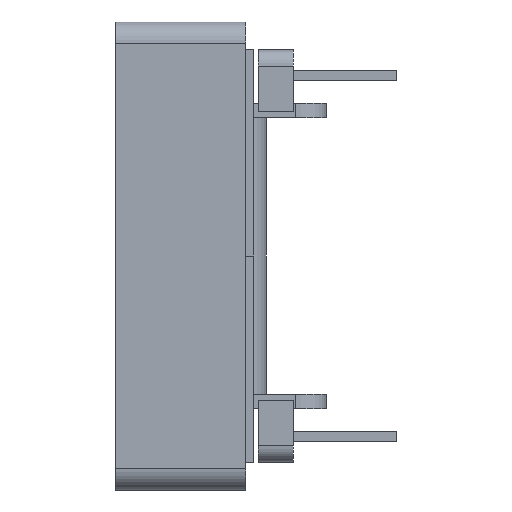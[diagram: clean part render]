
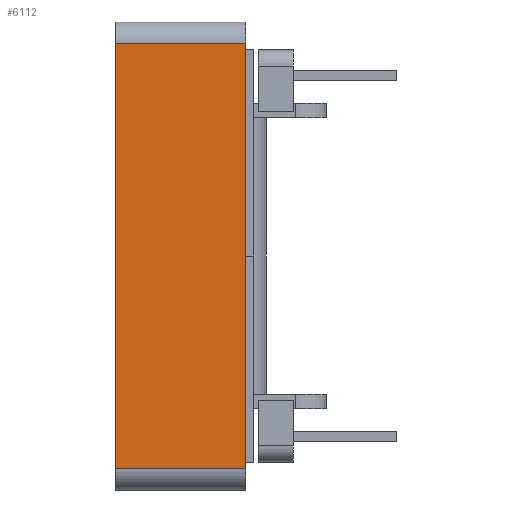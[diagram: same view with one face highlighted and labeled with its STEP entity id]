
A CAD part, left-side view. The second image highlights one B-rep face of the part: STEP entity #6112.
In plain terms, the highlighted face is planar.
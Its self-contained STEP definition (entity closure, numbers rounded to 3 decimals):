
#243 = EDGE_LOOP ( 'NONE', ( #6126, #2969, #5612, #2309 ) ) ;
#281 = EDGE_CURVE ( 'NONE', #2329, #3220, #4792, .T. ) ;
#305 = VECTOR ( 'NONE', #1494, 1000. ) ;
#392 = VECTOR ( 'NONE', #1681, 1000. ) ;
#419 = LINE ( 'NONE', #1707, #392 ) ;
#482 = CARTESIAN_POINT ( 'NONE',  ( -10.3, 0., 6.3 ) ) ;
#533 = LINE ( 'NONE', #1607, #305 ) ;
#1494 = DIRECTION ( 'NONE',  ( -1., 0., 0. ) ) ;
#1567 = VECTOR ( 'NONE', #2597, 1000. ) ;
#1575 = FACE_OUTER_BOUND ( 'NONE', #243, .T. ) ;
#1607 = CARTESIAN_POINT ( 'NONE',  ( 0., 0., 0. ) ) ;
#1681 = DIRECTION ( 'NONE',  ( 0., 0., -1. ) ) ;
#1707 = CARTESIAN_POINT ( 'NONE',  ( 10.3, 0., 6.3 ) ) ;
#2278 = VERTEX_POINT ( 'NONE', #2677 ) ;
#2279 = VERTEX_POINT ( 'NONE', #2661 ) ;
#2309 = ORIENTED_EDGE ( 'NONE', *, *, #2766, .T. ) ;
#2329 = VERTEX_POINT ( 'NONE', #2490 ) ;
#2490 = CARTESIAN_POINT ( 'NONE',  ( 10.3, 0., 6.3 ) ) ;
#2597 = DIRECTION ( 'NONE',  ( 0., 0., -1. ) ) ;
#2661 = CARTESIAN_POINT ( 'NONE',  ( 10.3, 0., 0. ) ) ;
#2677 = CARTESIAN_POINT ( 'NONE',  ( -10.3, 0., 0. ) ) ;
#2682 = CARTESIAN_POINT ( 'NONE',  ( -10.3, 0., 6.3 ) ) ;
#2766 = EDGE_CURVE ( 'NONE', #2329, #2279, #419, .T. ) ;
#2809 = EDGE_CURVE ( 'NONE', #2279, #2278, #533, .T. ) ;
#2969 = ORIENTED_EDGE ( 'NONE', *, *, #5886, .F. ) ;
#3220 = VERTEX_POINT ( 'NONE', #482 ) ;
#3841 = LINE ( 'NONE', #2682, #1567 ) ;
#4578 = VECTOR ( 'NONE', #5071, 1000. ) ;
#4786 = AXIS2_PLACEMENT_3D ( 'NONE', #6831, #6706, #6687 ) ;
#4792 = LINE ( 'NONE', #5099, #4578 ) ;
#5071 = DIRECTION ( 'NONE',  ( -1., 0., 0. ) ) ;
#5099 = CARTESIAN_POINT ( 'NONE',  ( 0., 0., 6.3 ) ) ;
#5612 = ORIENTED_EDGE ( 'NONE', *, *, #281, .F. ) ;
#5886 = EDGE_CURVE ( 'NONE', #3220, #2278, #3841, .T. ) ;
#6112 = ADVANCED_FACE ( 'NONE', ( #1575 ), #6716, .F. ) ;
#6126 = ORIENTED_EDGE ( 'NONE', *, *, #2809, .T. ) ;
#6687 = DIRECTION ( 'NONE',  ( 1., 0., 0. ) ) ;
#6706 = DIRECTION ( 'NONE',  ( 0., -1., 0. ) ) ;
#6716 = PLANE ( 'NONE',  #4786 ) ;
#6831 = CARTESIAN_POINT ( 'NONE',  ( 0., 0., 6.3 ) ) ;
